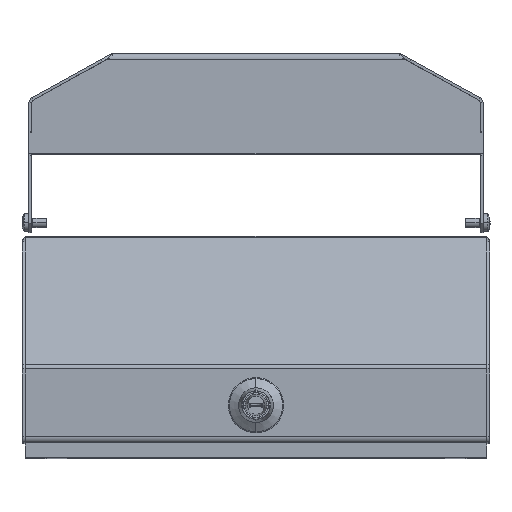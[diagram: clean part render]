
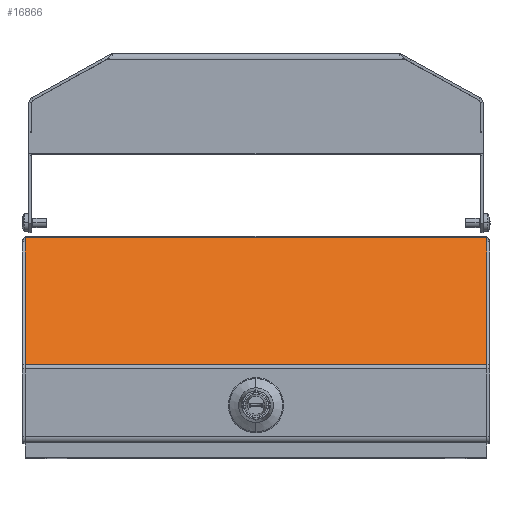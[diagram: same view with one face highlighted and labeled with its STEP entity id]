
A CAD part, top view. The second image highlights one B-rep face of the part: STEP entity #16866.
In plain terms, the highlighted face is planar.
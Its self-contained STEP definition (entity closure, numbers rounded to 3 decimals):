
#12535=DIRECTION('',(-0.743,-0.669,0.));
#12536=VECTOR('',#12535,62.057);
#12537=CARTESIAN_POINT('',(-59.221,-2.,-78.));
#12538=LINE('',#12537,#12536);
#12616=DIRECTION('',(0.743,0.669,0.));
#12617=VECTOR('',#12616,2.221);
#12618=CARTESIAN_POINT('',(-59.221,-2.,-78.));
#12619=LINE('',#12618,#12617);
#12623=DIRECTION('',(0.,0.,-1.));
#12624=VECTOR('',#12623,156.);
#12625=CARTESIAN_POINT('',(-57.571,-0.514,78.));
#12626=LINE('',#12625,#12624);
#12807=DIRECTION('',(0.743,0.669,0.));
#12808=VECTOR('',#12807,62.057);
#12809=CARTESIAN_POINT('',(-105.338,-43.524,78.));
#12810=LINE('',#12809,#12808);
#12814=DIRECTION('',(0.743,0.669,0.));
#12815=VECTOR('',#12814,2.221);
#12816=CARTESIAN_POINT('',(-59.221,-2.,78.));
#12817=LINE('',#12816,#12815);
#15619=DIRECTION('',(0.,0.,1.));
#15620=VECTOR('',#15619,156.);
#15621=CARTESIAN_POINT('',(-105.338,-43.524,-78.));
#15622=LINE('',#15621,#15620);
#16079=CARTESIAN_POINT('',(-59.221,-2.,-78.));
#16081=VERTEX_POINT('',#16079);
#16082=CARTESIAN_POINT('',(-105.338,-43.524,-78.));
#16083=VERTEX_POINT('',#16082);
#16090=CARTESIAN_POINT('',(-57.571,-0.514,-78.));
#16091=VERTEX_POINT('',#16090);
#16094=CARTESIAN_POINT('',(-57.571,-0.514,78.));
#16095=VERTEX_POINT('',#16094);
#16096=CARTESIAN_POINT('',(-59.221,-2.,78.));
#16097=VERTEX_POINT('',#16096);
#16098=CARTESIAN_POINT('',(-105.338,-43.524,78.));
#16099=VERTEX_POINT('',#16098);
#16849=CARTESIAN_POINT('',(-57.,0.,-76.5));
#16850=DIRECTION('',(-0.669,0.743,0.));
#16851=DIRECTION('',(-0.743,-0.669,0.));
#16852=AXIS2_PLACEMENT_3D('',#16849,#16850,#16851);
#16853=PLANE('',#16852);
#16854=ORIENTED_EDGE('',*,*,#16839,.T.);
#16856=ORIENTED_EDGE('',*,*,#16855,.F.);
#16858=ORIENTED_EDGE('',*,*,#16857,.F.);
#16860=ORIENTED_EDGE('',*,*,#16859,.F.);
#16862=ORIENTED_EDGE('',*,*,#16861,.F.);
#16863=ORIENTED_EDGE('',*,*,#16814,.F.);
#16864=EDGE_LOOP('',(#16854,#16856,#16858,#16860,#16862,#16863));
#16865=FACE_OUTER_BOUND('',#16864,.F.);
#16814=EDGE_CURVE('',#16081,#16083,#12538,.T.);
#16839=EDGE_CURVE('',#16081,#16091,#12619,.T.);
#16855=EDGE_CURVE('',#16095,#16091,#12626,.T.);
#16857=EDGE_CURVE('',#16097,#16095,#12817,.T.);
#16859=EDGE_CURVE('',#16099,#16097,#12810,.T.);
#16861=EDGE_CURVE('',#16083,#16099,#15622,.T.);
#16866=ADVANCED_FACE('',(#16865),#16853,.T.);
